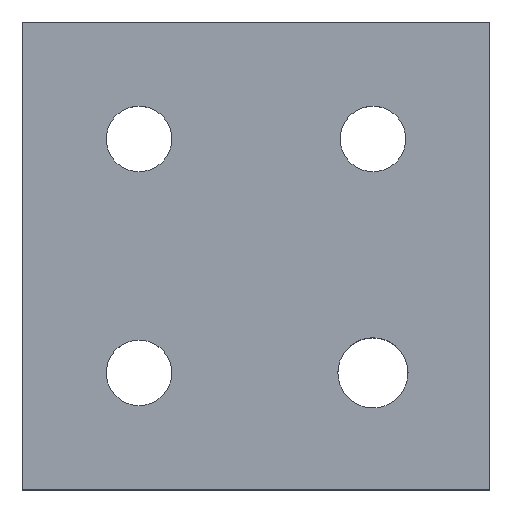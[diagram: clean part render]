
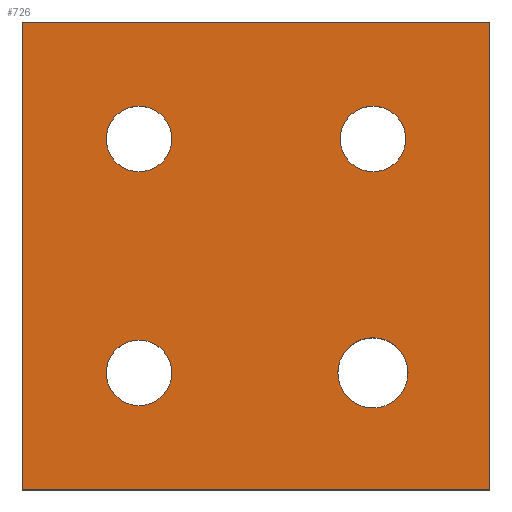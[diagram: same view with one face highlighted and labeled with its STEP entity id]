
A CAD part, top view. The second image highlights one B-rep face of the part: STEP entity #726.
In plain terms, the highlighted planar face has unit normal (0, 0, 1).
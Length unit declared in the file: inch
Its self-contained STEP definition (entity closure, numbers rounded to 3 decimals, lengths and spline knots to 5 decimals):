
#78=CARTESIAN_POINT('',(1.65,-1.5,0.));
#79=VERTEX_POINT('',#78);
#95=CARTESIAN_POINT('',(1.35,-1.5,0.));
#96=VERTEX_POINT('',#95);
#103=CARTESIAN_POINT('',(1.5,-1.5,0.));
#104=DIRECTION('',(0.0,0.0,-1.0));
#105=DIRECTION('',(1.0,0.0,0.0));
#106=AXIS2_PLACEMENT_3D('',#103,#104,#105);
#107=CIRCLE('',#106,0.15);
#108=EDGE_CURVE('',#79,#96,#107,.T.);
#162=CARTESIAN_POINT('',(1.64,-0.5,0.));
#163=VERTEX_POINT('',#162);
#179=CARTESIAN_POINT('',(1.36,-0.5,0.));
#180=VERTEX_POINT('',#179);
#187=CARTESIAN_POINT('',(1.5,-0.5,0.));
#188=DIRECTION('',(0.0,0.0,-1.0));
#189=DIRECTION('',(1.0,0.0,0.0));
#190=AXIS2_PLACEMENT_3D('',#187,#188,#189);
#191=CIRCLE('',#190,0.14);
#192=EDGE_CURVE('',#163,#180,#191,.T.);
#204=CARTESIAN_POINT('',(0.64,-0.5,0.));
#205=VERTEX_POINT('',#204);
#221=CARTESIAN_POINT('',(0.36,-0.5,0.));
#222=VERTEX_POINT('',#221);
#229=CARTESIAN_POINT('',(0.5,-0.5,0.));
#230=DIRECTION('',(0.0,0.0,-1.0));
#231=DIRECTION('',(1.0,0.0,0.0));
#232=AXIS2_PLACEMENT_3D('',#229,#230,#231);
#233=CIRCLE('',#232,0.14);
#234=EDGE_CURVE('',#205,#222,#233,.T.);
#330=CARTESIAN_POINT('',(0.64,-1.5,0.));
#331=VERTEX_POINT('',#330);
#347=CARTESIAN_POINT('',(0.36,-1.5,0.));
#348=VERTEX_POINT('',#347);
#355=CARTESIAN_POINT('',(0.5,-1.5,0.));
#356=DIRECTION('',(0.0,0.0,-1.0));
#357=DIRECTION('',(1.0,0.0,0.0));
#358=AXIS2_PLACEMENT_3D('',#355,#356,#357);
#359=CIRCLE('',#358,0.14);
#360=EDGE_CURVE('',#331,#348,#359,.T.);
#371=CARTESIAN_POINT('',(0.5,-1.5,0.));
#372=DIRECTION('',(0.0,0.0,-1.0));
#373=DIRECTION('',(1.0,0.0,0.0));
#374=AXIS2_PLACEMENT_3D('',#371,#372,#373);
#375=CIRCLE('',#374,0.14);
#376=EDGE_CURVE('',#348,#331,#375,.T.);
#477=CARTESIAN_POINT('',(0.5,-0.5,0.));
#478=DIRECTION('',(0.0,0.0,-1.0));
#479=DIRECTION('',(1.0,0.0,0.0));
#480=AXIS2_PLACEMENT_3D('',#477,#478,#479);
#481=CIRCLE('',#480,0.14);
#482=EDGE_CURVE('',#222,#205,#481,.T.);
#495=CARTESIAN_POINT('',(1.5,-0.5,0.));
#496=DIRECTION('',(0.0,0.0,-1.0));
#497=DIRECTION('',(1.0,0.0,0.0));
#498=AXIS2_PLACEMENT_3D('',#495,#496,#497);
#499=CIRCLE('',#498,0.14);
#500=EDGE_CURVE('',#180,#163,#499,.T.);
#557=CARTESIAN_POINT('',(1.5,-1.5,0.));
#558=DIRECTION('',(0.0,0.0,-1.0));
#559=DIRECTION('',(1.0,0.0,0.0));
#560=AXIS2_PLACEMENT_3D('',#557,#558,#559);
#561=CIRCLE('',#560,0.15);
#562=EDGE_CURVE('',#96,#79,#561,.T.);
#580=CARTESIAN_POINT('',(2.0,0.,0.));
#581=VERTEX_POINT('',#580);
#582=CARTESIAN_POINT('',(2.0,-2.0,0.));
#583=VERTEX_POINT('',#582);
#584=CARTESIAN_POINT('',(2.0,0.,0.));
#585=DIRECTION('',(0.0,-1.0,0.0));
#586=VECTOR('',#585,2.0);
#587=LINE('',#584,#586);
#588=EDGE_CURVE('',#581,#583,#587,.T.);
#620=CARTESIAN_POINT('',(0.,-2.0,0.));
#621=VERTEX_POINT('',#620);
#622=CARTESIAN_POINT('',(2.0,-2.0,0.));
#623=DIRECTION('',(-1.0,0.0,0.0));
#624=VECTOR('',#623,2.0);
#625=LINE('',#622,#624);
#626=EDGE_CURVE('',#583,#621,#625,.T.);
#651=CARTESIAN_POINT('',(0.0,0.,0.));
#652=VERTEX_POINT('',#651);
#653=CARTESIAN_POINT('',(0.,-2.0,0.));
#654=DIRECTION('',(0.0,1.0,0.0));
#655=VECTOR('',#654,2.0);
#656=LINE('',#653,#655);
#657=EDGE_CURVE('',#621,#652,#656,.T.);
#682=CARTESIAN_POINT('',(0.0,0.,0.));
#683=DIRECTION('',(1.0,0.0,0.0));
#684=VECTOR('',#683,2.0);
#685=LINE('',#682,#684);
#686=EDGE_CURVE('',#652,#581,#685,.T.);
#699=CARTESIAN_POINT('',(2.0,0.,0.));
#700=DIRECTION('',(0.0,0.0,1.0));
#701=DIRECTION('',(-1.0,0.0,0.0));
#702=AXIS2_PLACEMENT_3D('',#699,#700,#701);
#703=PLANE('',#702);
#704=ORIENTED_EDGE('',*,*,#588,.F.);
#705=ORIENTED_EDGE('',*,*,#686,.F.);
#706=ORIENTED_EDGE('',*,*,#657,.F.);
#707=ORIENTED_EDGE('',*,*,#626,.F.);
#708=EDGE_LOOP('',(#704,#705,#706,#707));
#709=FACE_OUTER_BOUND('',#708,.T.);
#710=ORIENTED_EDGE('',*,*,#360,.T.);
#711=ORIENTED_EDGE('',*,*,#376,.T.);
#712=EDGE_LOOP('',(#710,#711));
#713=FACE_BOUND('',#712,.T.);
#714=ORIENTED_EDGE('',*,*,#234,.T.);
#715=ORIENTED_EDGE('',*,*,#482,.T.);
#716=EDGE_LOOP('',(#714,#715));
#717=FACE_BOUND('',#716,.T.);
#718=ORIENTED_EDGE('',*,*,#192,.T.);
#719=ORIENTED_EDGE('',*,*,#500,.T.);
#720=EDGE_LOOP('',(#718,#719));
#721=FACE_BOUND('',#720,.T.);
#722=ORIENTED_EDGE('',*,*,#108,.T.);
#723=ORIENTED_EDGE('',*,*,#562,.T.);
#724=EDGE_LOOP('',(#722,#723));
#725=FACE_BOUND('',#724,.T.);
#726=ADVANCED_FACE('',(#709,#713,#717,#721,#725),#703,.T.);
